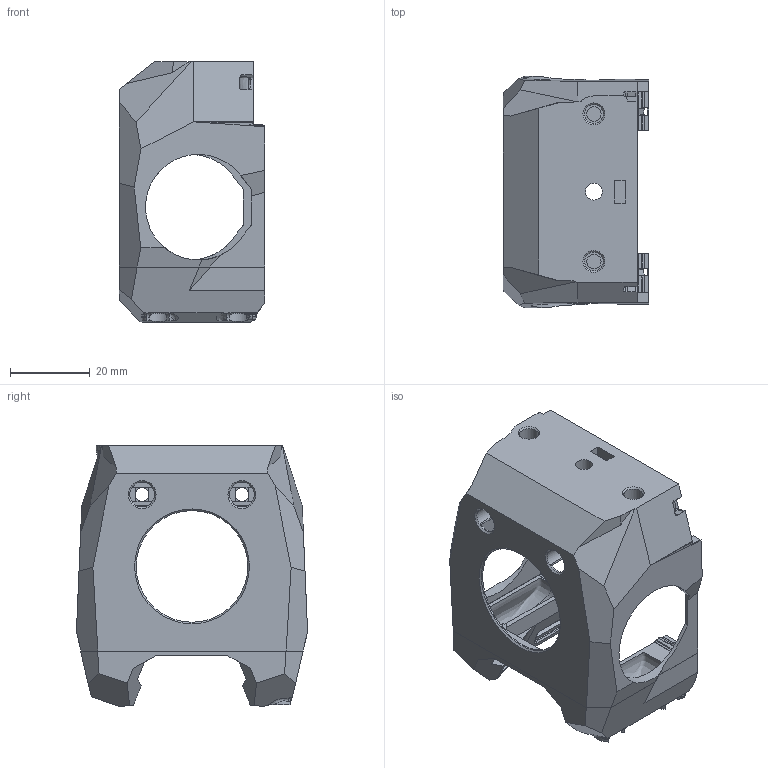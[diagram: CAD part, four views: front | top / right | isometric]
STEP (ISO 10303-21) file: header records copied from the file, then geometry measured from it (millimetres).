
FILE_DESCRIPTION(/* description */ (''),/* implementation_level */ '2;1');
FILE_NAME(/* name */ 'Orbiter_Minislideswipe_voron0.2_heatset_insert.step',/* time_stamp */ '2023-03-23T15:37:21-08:00',/* author */ (''),/* organization */ (''),/* preprocessor_version */ 'ST-DEVELOPER v19.2',/* originating_system */ 'Autodesk Translation Framework v11.17.0.187',/* authorisation */ '');
FILE_SCHEMA (('AUTOMOTIVE_DESIGN { 1 0 10303 214 3 1 1 }'));
Length unit declared in the file: millimetre
Products named in the file (1): Orbiter__Minislideswipe_voron0.2_heatset_insert
Bounding box: 36.59 x 57.95 x 65.4 mm (x, y, z)
Volume: 33455.8 mm3; surface area: 18085.2 mm2
Topology: 1 solids, 1 shells, 497 faces, 1419 edges, 900 vertices
Faces by surface type: plane 305, cylinder 94, bspline 79, cone 15, sphere 2, torus 2
Full cylindrical faces by diameter (mm): 3.2 x3, 3.4 x2, 3.6 x2, 4.2 x1, 4.7 x2, 6.2 x3, 28 x1
Entity records: 25308 total; most frequent: CARTESIAN_POINT 12814, ORIENTED_EDGE 2820, DIRECTION 2300, EDGE_CURVE 1410, LINE 906, VECTOR 906, VERTEX_POINT 900, AXIS2_PLACEMENT_3D 697
